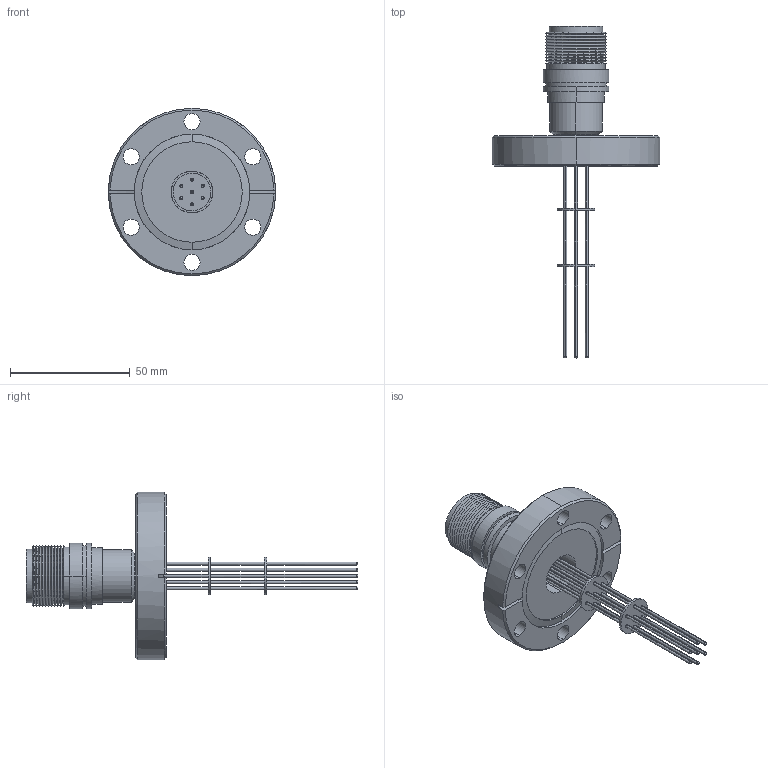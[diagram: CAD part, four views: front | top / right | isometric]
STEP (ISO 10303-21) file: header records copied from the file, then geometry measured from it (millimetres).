
FILE_DESCRIPTION (( 'STEP AP203' ), '1' );
FILE_NAME ('267-075HV12K-7-C40.STEP', '2013-03-26T11:23:53', ( '' ), ( '' ), 'SwSTEP 2.0', 'SolidWorks 2012', '' );
FILE_SCHEMA (( 'CONFIG_CONTROL_DESIGN' ));
Length unit declared in the file: inch
Products named in the file (1): 267-075HV12K-7-C40
Bounding box: 69.85 x 138.55 x 69.85 mm (x, y, z)
Volume: 55028.3 mm3; surface area: 29887.2 mm2
Topology: 1 solids, 1 shells, 405 faces, 1085 edges, 705 vertices
Faces by surface type: cylinder 169, cone 131, plane 61, bspline 44
Entity records: 19132 total; most frequent: CARTESIAN_POINT 9667, ORIENTED_EDGE 2114, DIRECTION 1709, EDGE_CURVE 1057, VERTEX_POINT 705, AXIS2_PLACEMENT_3D 691, EDGE_LOOP 492, FACE_OUTER_BOUND 405
